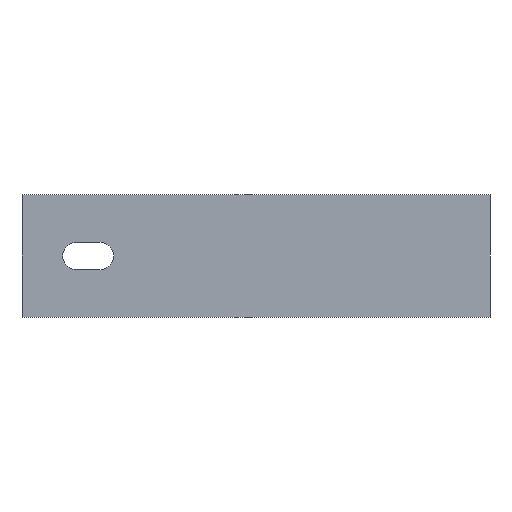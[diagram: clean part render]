
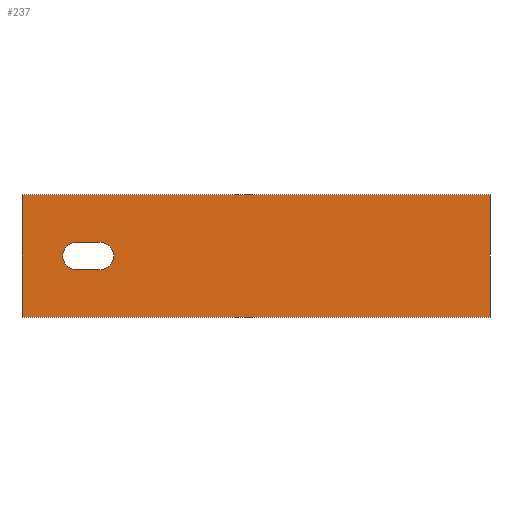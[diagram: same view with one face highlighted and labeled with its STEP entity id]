
A CAD part, left-side view. The second image highlights one B-rep face of the part: STEP entity #237.
In plain terms, the highlighted planar face has unit normal (-1, 0, 0).
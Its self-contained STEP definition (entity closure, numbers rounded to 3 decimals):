
#36=DIRECTION('',(0.,0.,-1.));
#37=VECTOR('',#36,60.);
#38=CARTESIAN_POINT('',(-12.,-23.5,39.));
#39=LINE('',#38,#37);
#44=DIRECTION('',(0.,1.,0.));
#45=VECTOR('',#44,230.);
#46=CARTESIAN_POINT('',(-12.,-23.5,-21.));
#47=LINE('',#46,#45);
#52=DIRECTION('',(0.,0.,1.));
#53=VECTOR('',#52,60.);
#54=CARTESIAN_POINT('',(-12.,206.5,-21.));
#55=LINE('',#54,#53);
#60=DIRECTION('',(0.,-1.,0.));
#61=VECTOR('',#60,230.);
#62=CARTESIAN_POINT('',(-12.,206.5,39.));
#63=LINE('',#62,#61);
#64=DIRECTION('',(0.,1.,0.));
#65=VECTOR('',#64,11.5);
#66=CARTESIAN_POINT('',(-12.,168.25,2.25));
#67=LINE('',#66,#65);
#68=CARTESIAN_POINT('',(-12.,168.25,9.));
#69=DIRECTION('',(1.,0.,0.));
#70=DIRECTION('',(0.,0.,1.));
#71=AXIS2_PLACEMENT_3D('',#68,#69,#70);
#73=CARTESIAN_POINT('',(-12.,179.75,9.));
#74=DIRECTION('',(1.,0.,0.));
#75=DIRECTION('',(0.,0.,-1.));
#76=AXIS2_PLACEMENT_3D('',#73,#74,#75);
#90=DIRECTION('',(0.,1.,0.));
#91=VECTOR('',#90,11.5);
#92=CARTESIAN_POINT('',(-12.,168.25,15.75));
#93=LINE('',#92,#91);
#118=CARTESIAN_POINT('',(-12.,-23.5,39.));
#119=CARTESIAN_POINT('',(-12.,-23.5,-21.));
#120=VERTEX_POINT('',#118);
#121=VERTEX_POINT('',#119);
#122=CARTESIAN_POINT('',(-12.,206.5,-21.));
#123=VERTEX_POINT('',#122);
#124=CARTESIAN_POINT('',(-12.,206.5,39.));
#125=VERTEX_POINT('',#124);
#126=CARTESIAN_POINT('',(-12.,168.25,15.75));
#127=CARTESIAN_POINT('',(-12.,168.25,2.25));
#128=VERTEX_POINT('',#126);
#129=VERTEX_POINT('',#127);
#130=CARTESIAN_POINT('',(-12.,179.75,15.75));
#131=VERTEX_POINT('',#130);
#132=CARTESIAN_POINT('',(-12.,179.75,2.25));
#133=VERTEX_POINT('',#132);
#216=CARTESIAN_POINT('',(-12.,92.538,33.25));
#217=DIRECTION('',(-1.,0.,0.));
#218=DIRECTION('',(0.,0.,1.));
#219=AXIS2_PLACEMENT_3D('',#216,#217,#218);
#220=PLANE('',#219);
#221=ORIENTED_EDGE('',*,*,#210,.T.);
#222=ORIENTED_EDGE('',*,*,#168,.T.);
#223=ORIENTED_EDGE('',*,*,#183,.T.);
#224=ORIENTED_EDGE('',*,*,#197,.T.);
#225=EDGE_LOOP('',(#221,#222,#223,#224));
#226=FACE_OUTER_BOUND('',#225,.F.);
#228=ORIENTED_EDGE('',*,*,#227,.F.);
#230=ORIENTED_EDGE('',*,*,#229,.F.);
#232=ORIENTED_EDGE('',*,*,#231,.T.);
#234=ORIENTED_EDGE('',*,*,#233,.F.);
#235=EDGE_LOOP('',(#228,#230,#232,#234));
#236=FACE_BOUND('',#235,.F.);
#237=ADVANCED_FACE('',(#226,#236),#220,.T.);
#72=CIRCLE('',#71,6.75);
#77=CIRCLE('',#76,6.75);
#168=EDGE_CURVE('',#120,#121,#39,.T.);
#183=EDGE_CURVE('',#121,#123,#47,.T.);
#197=EDGE_CURVE('',#123,#125,#55,.T.);
#210=EDGE_CURVE('',#125,#120,#63,.T.);
#227=EDGE_CURVE('',#129,#133,#67,.T.);
#229=EDGE_CURVE('',#128,#129,#72,.T.);
#231=EDGE_CURVE('',#128,#131,#93,.T.);
#233=EDGE_CURVE('',#133,#131,#77,.T.);
